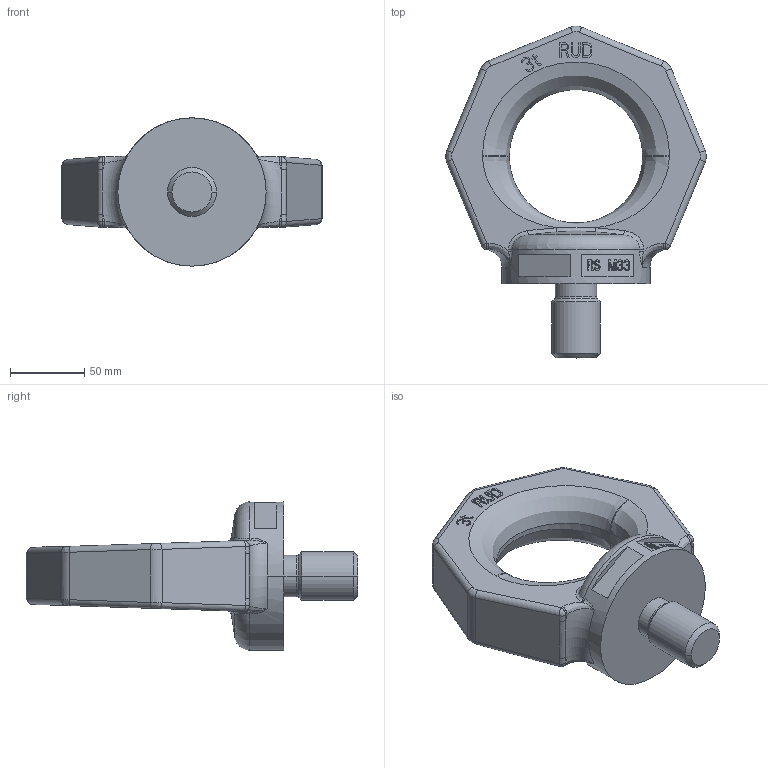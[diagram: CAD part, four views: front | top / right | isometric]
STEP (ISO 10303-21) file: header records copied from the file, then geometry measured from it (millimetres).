
FILE_DESCRIPTION((''),'2;1');
FILE_NAME('001-M31079-X01_ASM','2005-01-11T',('jakubetz'),(''),'PRO/ENGINEER BY PARAMETRIC TECHNOLOGY CORPORATION, 2001400','PRO/ENGINEER BY PARAMETRIC TECHNOLOGY CORPORATION, 2001400','');
FILE_SCHEMA(('CONFIG_CONTROL_DESIGN'));
Length unit declared in the file: millimetre
Products named in the file (3): 001-M31079-X01; 001-M31079-Y01; 001-M31079-X01_ASM
Assembly tree (2 placements, depth 2):
  001-M31079-X01_ASM
    001-M31079-X01
    001-M31079-Y01
Bounding box: 175.84 x 223.92 x 100 mm (x, y, z)
Volume: 836211.4 mm3; surface area: 78825.6 mm2
Topology: 2 solids, 2 shells, 486 faces, 1335 edges, 866 vertices
Faces by surface type: plane 395, bspline 42, cylinder 33, torus 6, cone 6, sphere 4
Entity records: 18528 total; most frequent: CARTESIAN_POINT 6380, ORIENTED_EDGE 2670, DIRECTION 2231, EDGE_CURVE 1335, VECTOR 1157, LINE 1157, VERTEX_POINT 866, AXIS2_PLACEMENT_3D 537
